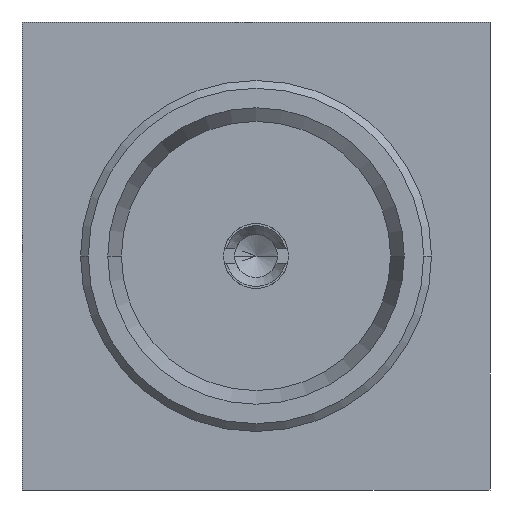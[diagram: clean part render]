
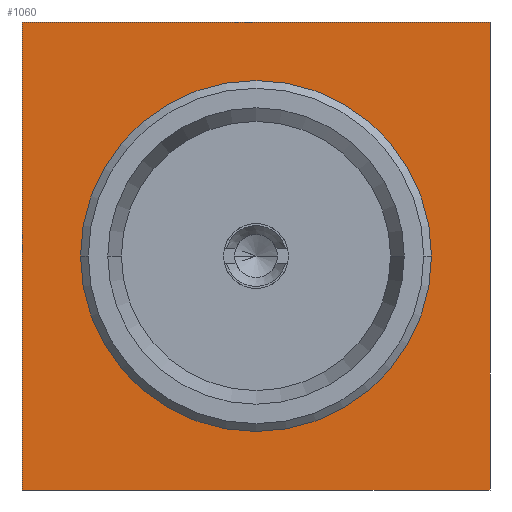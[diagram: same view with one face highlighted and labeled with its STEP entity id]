
A CAD part, left-side view. The second image highlights one B-rep face of the part: STEP entity #1060.
In plain terms, the highlighted planar face has unit normal (-1, 0, 0).
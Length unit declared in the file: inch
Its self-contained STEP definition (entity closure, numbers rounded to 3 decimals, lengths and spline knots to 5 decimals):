
#38=CARTESIAN_POINT('',(0.1752,0.,0.));
#39=DIRECTION('',(1.,0.,0.));
#40=DIRECTION('',(0.,-1.,0.));
#41=AXIS2_PLACEMENT_3D('',#38,#39,#40);
#52=CARTESIAN_POINT('',(0.1752,0.,0.));
#53=DIRECTION('',(1.,0.,0.));
#54=DIRECTION('',(0.,1.,0.));
#55=AXIS2_PLACEMENT_3D('',#52,#53,#54);
#57=DIRECTION('',(0.,0.,1.));
#58=VECTOR('',#57,0.23622);
#59=CARTESIAN_POINT('',(0.1752,0.11811,
-0.11811));
#60=LINE('',#59,#58);
#77=DIRECTION('',(0.,-1.,0.));
#78=VECTOR('',#77,0.23622);
#79=CARTESIAN_POINT('',(0.1752,0.11811,
-0.11811));
#80=LINE('',#79,#78);
#97=DIRECTION('',(0.,0.,1.));
#98=VECTOR('',#97,0.23622);
#99=CARTESIAN_POINT('',(0.1752,-0.11811,
-0.11811));
#100=LINE('',#99,#98);
#105=DIRECTION('',(0.,-1.,0.));
#106=VECTOR('',#105,0.23622);
#107=CARTESIAN_POINT('',(0.1752,0.11811,
0.11811));
#108=LINE('',#107,#106);
#745=CARTESIAN_POINT('',(0.1752,0.11811,
-0.11811));
#746=CARTESIAN_POINT('',(0.1752,-0.11811,
-0.11811));
#747=VERTEX_POINT('',#745);
#748=VERTEX_POINT('',#746);
#749=CARTESIAN_POINT('',(0.1752,0.11811,
0.11811));
#750=CARTESIAN_POINT('',(0.1752,-0.11811,
0.11811));
#751=VERTEX_POINT('',#749);
#752=VERTEX_POINT('',#750);
#753=CARTESIAN_POINT('',(0.1752,0.08858,0.));
#754=CARTESIAN_POINT('',(0.1752,-0.08858,0.));
#755=VERTEX_POINT('',#753);
#756=VERTEX_POINT('',#754);
#1041=CARTESIAN_POINT('',(0.1752,0.11811,
-0.11811));
#1042=DIRECTION('',(-1.,0.,0.));
#1043=DIRECTION('',(0.,-1.,0.));
#1044=AXIS2_PLACEMENT_3D('',#1041,#1042,#1043);
#1045=PLANE('',#1044);
#1047=ORIENTED_EDGE('',*,*,#1046,.F.);
#1049=ORIENTED_EDGE('',*,*,#1048,.T.);
#1051=ORIENTED_EDGE('',*,*,#1050,.T.);
#1053=ORIENTED_EDGE('',*,*,#1052,.F.);
#1054=EDGE_LOOP('',(#1047,#1049,#1051,#1053));
#1055=FACE_OUTER_BOUND('',#1054,.F.);
#1056=ORIENTED_EDGE('',*,*,#1035,.F.);
#1057=ORIENTED_EDGE('',*,*,#1021,.F.);
#1058=EDGE_LOOP('',(#1056,#1057));
#1059=FACE_BOUND('',#1058,.F.);
#1060=ADVANCED_FACE('',(#1055,#1059),#1045,.T.);
#42=CIRCLE('',#41,0.08858);
#56=CIRCLE('',#55,0.08858);
#1021=EDGE_CURVE('',#756,#755,#42,.T.);
#1035=EDGE_CURVE('',#755,#756,#56,.T.);
#1046=EDGE_CURVE('',#747,#748,#80,.T.);
#1048=EDGE_CURVE('',#747,#751,#60,.T.);
#1050=EDGE_CURVE('',#751,#752,#108,.T.);
#1052=EDGE_CURVE('',#748,#752,#100,.T.);
